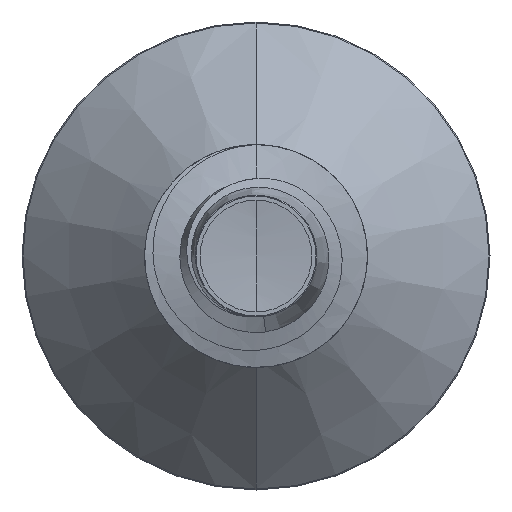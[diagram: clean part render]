
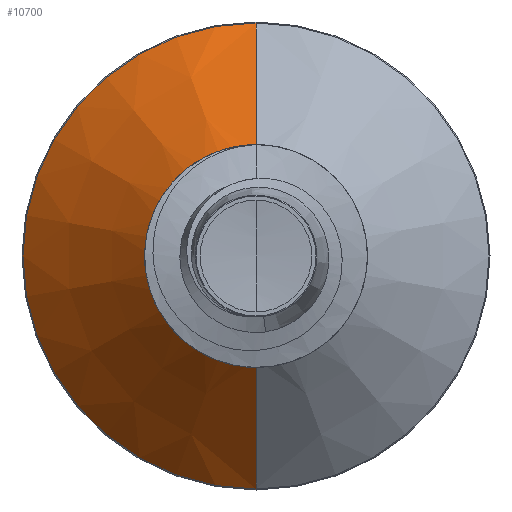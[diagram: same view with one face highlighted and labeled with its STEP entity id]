
A CAD part, front view. The second image highlights one B-rep face of the part: STEP entity #10700.
In plain terms, the highlighted conical face has half-angle 45 degrees and reference radius 1.857 mm.
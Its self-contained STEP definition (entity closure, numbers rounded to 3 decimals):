
#747 = CARTESIAN_POINT ( 'NONE',  ( 0., 5.957, 1.857 ) ) ;
#1424 = CONICAL_SURFACE ( 'NONE', #2782, 1.857, 0.785 ) ;
#1742 = VECTOR ( 'NONE', #5954, 1000. ) ;
#1743 = VERTEX_POINT ( 'NONE', #5067 ) ;
#1756 = FACE_OUTER_BOUND ( 'NONE', #4658, .T. ) ;
#1761 = CARTESIAN_POINT ( 'NONE',  ( 0., 5.957, 1.857 ) ) ;
#1835 = LINE ( 'NONE', #747, #1742 ) ;
#2162 = DIRECTION ( 'NONE',  ( 0., 1., 0. ) ) ;
#2241 = CARTESIAN_POINT ( 'NONE',  ( 0., 5.957, 0. ) ) ;
#2245 = DIRECTION ( 'NONE',  ( 0., 0., 1. ) ) ;
#2319 = CIRCLE ( 'NONE', #4561, 1.857 ) ;
#2457 = DIRECTION ( 'NONE',  ( 0., 0.707, -0.707 ) ) ;
#2782 = AXIS2_PLACEMENT_3D ( 'NONE', #2241, #2162, #2245 ) ;
#3003 = CARTESIAN_POINT ( 'NONE',  ( 0., 5.957, -1.857 ) ) ;
#3232 = CARTESIAN_POINT ( 'NONE',  ( 0., 8.282, -4.182 ) ) ;
#3276 = CARTESIAN_POINT ( 'NONE',  ( 0., 5.957, -1.857 ) ) ;
#3319 = VECTOR ( 'NONE', #2457, 1000. ) ;
#3754 = ORIENTED_EDGE ( 'NONE', *, *, #7909, .F. ) ;
#4561 = AXIS2_PLACEMENT_3D ( 'NONE', #5220, #5189, #5173 ) ;
#4658 = EDGE_LOOP ( 'NONE', ( #3754, #10353, #10766, #8898 ) ) ;
#4879 = EDGE_CURVE ( 'NONE', #10018, #1743, #9015, .T. ) ;
#5067 = CARTESIAN_POINT ( 'NONE',  ( 0., 8.282, 4.182 ) ) ;
#5173 = DIRECTION ( 'NONE',  ( 0., 0., 1. ) ) ;
#5189 = DIRECTION ( 'NONE',  ( 0., 1., 0. ) ) ;
#5220 = CARTESIAN_POINT ( 'NONE',  ( 0., 5.957, 0. ) ) ;
#5954 = DIRECTION ( 'NONE',  ( 0., 0.707, 0.707 ) ) ;
#7466 = VERTEX_POINT ( 'NONE', #3276 ) ;
#7909 = EDGE_CURVE ( 'NONE', #7466, #10018, #11150, .T. ) ;
#8898 = ORIENTED_EDGE ( 'NONE', *, *, #4879, .F. ) ;
#9015 = CIRCLE ( 'NONE', #9067, 4.182 ) ;
#9067 = AXIS2_PLACEMENT_3D ( 'NONE', #9580, #9568, #9379 ) ;
#9379 = DIRECTION ( 'NONE',  ( 0., 0., 1. ) ) ;
#9568 = DIRECTION ( 'NONE',  ( 0., 1., 0. ) ) ;
#9580 = CARTESIAN_POINT ( 'NONE',  ( 0., 8.282, 0. ) ) ;
#10018 = VERTEX_POINT ( 'NONE', #3232 ) ;
#10102 = EDGE_CURVE ( 'NONE', #7466, #10416, #2319, .T. ) ;
#10353 = ORIENTED_EDGE ( 'NONE', *, *, #10102, .T. ) ;
#10416 = VERTEX_POINT ( 'NONE', #1761 ) ;
#10612 = EDGE_CURVE ( 'NONE', #10416, #1743, #1835, .T. ) ;
#10700 = ADVANCED_FACE ( 'NONE', ( #1756 ), #1424, .T. ) ;
#10766 = ORIENTED_EDGE ( 'NONE', *, *, #10612, .T. ) ;
#11150 = LINE ( 'NONE', #3003, #3319 ) ;
